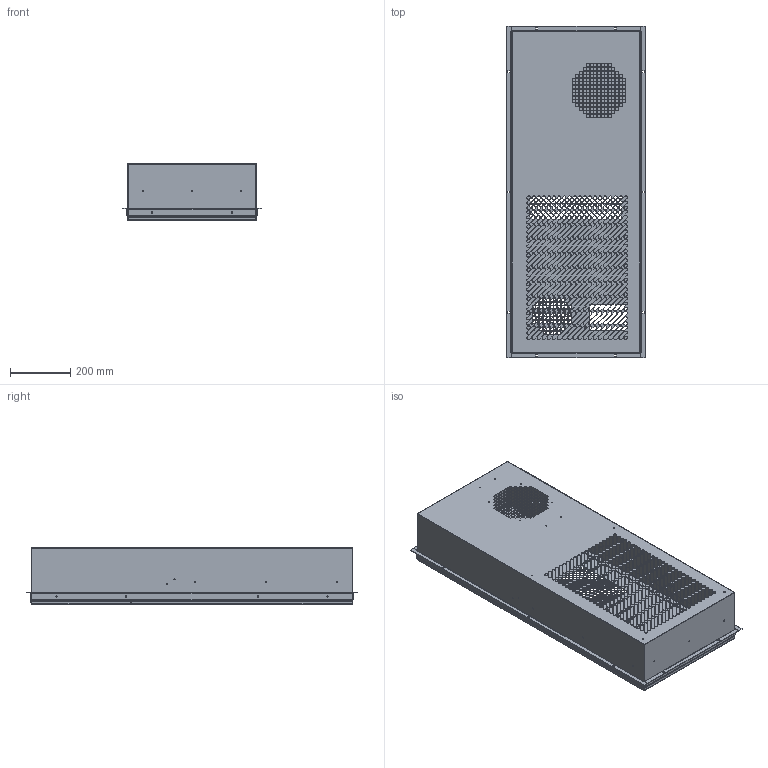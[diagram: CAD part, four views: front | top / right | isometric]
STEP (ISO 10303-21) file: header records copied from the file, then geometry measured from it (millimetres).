
FILE_DESCRIPTION (( 'STEP AP203' ), '1' );
FILE_NAME ('2500w.STEP', '2023-02-10T06:32:05', ( 'PC' ), ( 'Microsoft' ), 'SwSTEP 2.0', 'SolidWorks 2018', '' );
FILE_SCHEMA (( 'CONFIG_CONTROL_DESIGN' ));
Products named in the file (1): 2500w
Bounding box: 460 x 1100 x 188.4 mm (x, y, z)
Volume: 1897482.7 mm3; surface area: 3076165.3 mm2
Topology: 10 solids, 10 shells, 3413 faces, 9720 edges, 6402 vertices
Faces by surface type: plane 2043, cylinder 1282, bspline 40, torus 36, cone 12
Entity records: 115459 total; most frequent: CARTESIAN_POINT 21652, ORIENTED_EDGE 19440, DIRECTION 18950, EDGE_CURVE 9720, LINE 7014, VECTOR 7014, VERTEX_POINT 6402, AXIS2_PLACEMENT_3D 5968
